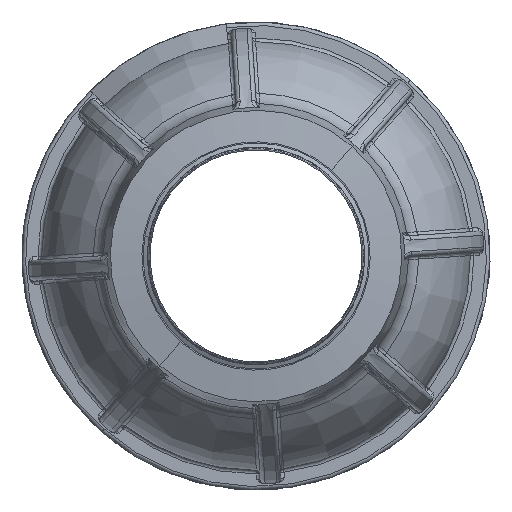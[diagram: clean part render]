
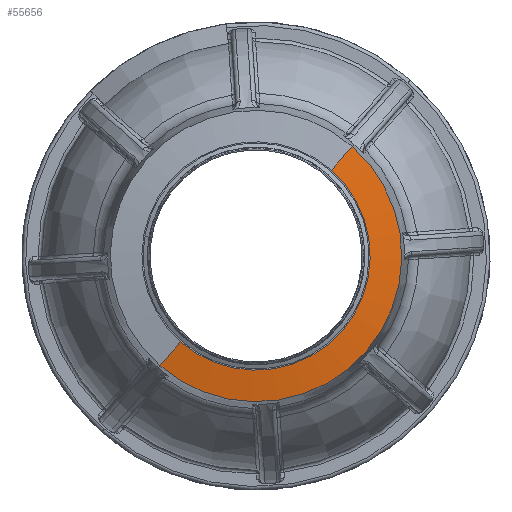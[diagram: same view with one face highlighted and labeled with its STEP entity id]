
A CAD part, left-side view. The second image highlights one B-rep face of the part: STEP entity #55656.
In plain terms, the highlighted conical face has half-angle 82 degrees and reference radius 12.78 mm.
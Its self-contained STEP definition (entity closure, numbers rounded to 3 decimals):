
#4106 = VERTEX_POINT ( 'NONE', #8698 ) ;
#4107 = VERTEX_POINT ( 'NONE', #8699 ) ;
#4137 = VERTEX_POINT ( 'NONE', #8749 ) ;
#4138 = VERTEX_POINT ( 'NONE', #8751 ) ;
#7759 = ORIENTED_EDGE ( 'NONE', *, *, #54921, .F. ) ;
#7762 = ORIENTED_EDGE ( 'NONE', *, *, #65239, .F. ) ;
#7763 = ORIENTED_EDGE ( 'NONE', *, *, #54920, .F. ) ;
#7764 = ORIENTED_EDGE ( 'NONE', *, *, #65241, .T. ) ;
#8698 = CARTESIAN_POINT ( 'NONE',  ( -40.572, -70.934, -9.607 ) ) ;
#8699 = CARTESIAN_POINT ( 'NONE',  ( -40.572, -87.79, 9.607 ) ) ;
#8749 = CARTESIAN_POINT ( 'NONE',  ( -40.076, -90.118, 12.261 ) ) ;
#8751 = CARTESIAN_POINT ( 'NONE',  ( -40.076, -68.605, -12.261 ) ) ;
#13360 = LINE ( 'NONE', #86418, #98412 ) ;
#13362 = LINE ( 'NONE', #86423, #98415 ) ;
#21071 = CIRCLE ( 'NONE', #21076, 12.78 ) ;
#21076 = AXIS2_PLACEMENT_3D ( 'NONE', #23963, #23964, #23965 ) ;
#21077 = CIRCLE ( 'NONE', #21078, 16.311 ) ;
#21078 = AXIS2_PLACEMENT_3D ( 'NONE', #23966, #23967, #23968 ) ;
#23963 = CARTESIAN_POINT ( 'NONE',  ( -40.572, -79.362, 0. ) ) ;
#23964 = DIRECTION ( 'NONE',  ( -1., 0., 0. ) ) ;
#23965 = DIRECTION ( 'NONE',  ( 0., 0.659, -0.752 ) ) ;
#23966 = CARTESIAN_POINT ( 'NONE',  ( -40.076, -79.362, 0. ) ) ;
#23967 = DIRECTION ( 'NONE',  ( 1., 0., 0. ) ) ;
#23968 = DIRECTION ( 'NONE',  ( 0., -0.659, 0.752 ) ) ;
#27534 = AXIS2_PLACEMENT_3D ( 'NONE', #35808, #35810, #35812 ) ;
#27535 = CONICAL_SURFACE ( 'NONE', #27534, 12.78, 1.431 ) ;
#34152 = FACE_OUTER_BOUND ( 'NONE', #90946, .T. ) ;
#35808 = CARTESIAN_POINT ( 'NONE',  ( -40.572, -79.362, 0. ) ) ;
#35810 = DIRECTION ( 'NONE',  ( 1., 0., 0. ) ) ;
#35812 = DIRECTION ( 'NONE',  ( 0., 0.659, -0.752 ) ) ;
#54920 = EDGE_CURVE ( 'NONE', #4106, #4107, #21071, .T. ) ;
#54921 = EDGE_CURVE ( 'NONE', #4137, #4138, #21077, .T. ) ;
#55656 = ADVANCED_FACE ( 'NONE', ( #34152 ), #27535, .T. ) ;
#65239 = EDGE_CURVE ( 'NONE', #4107, #4137, #13360, .T. ) ;
#65241 = EDGE_CURVE ( 'NONE', #4106, #4138, #13362, .T. ) ;
#86418 = CARTESIAN_POINT ( 'NONE',  ( -40.572, -87.79, 9.607 ) ) ;
#86419 = DIRECTION ( 'NONE',  ( 0.139, -0.653, 0.744 ) ) ;
#86423 = CARTESIAN_POINT ( 'NONE',  ( -40.572, -70.934, -9.607 ) ) ;
#86424 = DIRECTION ( 'NONE',  ( 0.139, 0.653, -0.744 ) ) ;
#90946 = EDGE_LOOP ( 'NONE', ( #7762, #7763, #7764, #7759 ) ) ;
#98412 = VECTOR ( 'NONE', #86419, 1000. ) ;
#98415 = VECTOR ( 'NONE', #86424, 1000. ) ;
